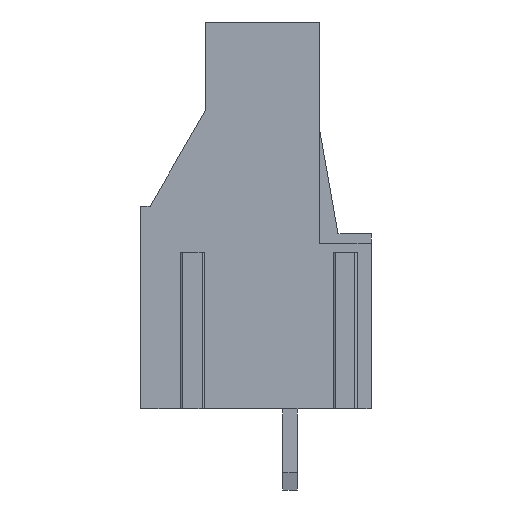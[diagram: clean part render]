
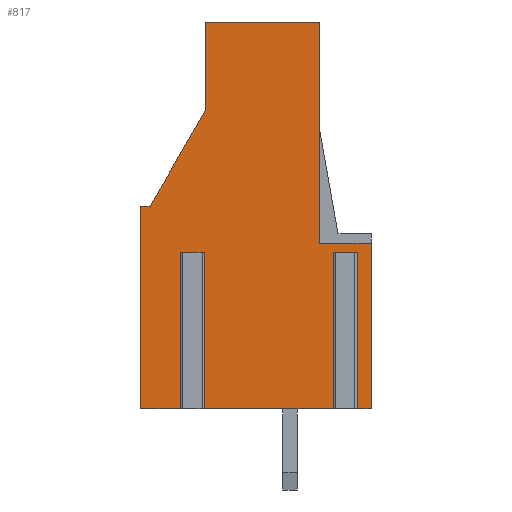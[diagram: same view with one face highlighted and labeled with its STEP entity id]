
A CAD part, front view. The second image highlights one B-rep face of the part: STEP entity #817.
In plain terms, the highlighted planar face has unit normal (0, -1, 0).
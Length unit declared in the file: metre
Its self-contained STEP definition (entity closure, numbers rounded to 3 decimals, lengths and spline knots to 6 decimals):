
#817=ADVANCED_FACE('',(#1697),#1698,.F.);
#1697=FACE_OUTER_BOUND('',#2614,.T.);
#1698=PLANE('',#2615);
#2614=EDGE_LOOP('',(#5134,#5135,#5136,#5137,#5138,#5139,#5140,#5141,#5142,#5143,#5144,#5145,#5146,#5147,#5148,#5149,#5150));
#2615=AXIS2_PLACEMENT_3D('',#5151,#5152,#5153);
#5134=ORIENTED_EDGE('',*,*,#6206,.F.);
#5135=ORIENTED_EDGE('',*,*,#5624,.F.);
#5136=ORIENTED_EDGE('',*,*,#5628,.F.);
#5137=ORIENTED_EDGE('',*,*,#5586,.F.);
#5138=ORIENTED_EDGE('',*,*,#6537,.F.);
#5139=ORIENTED_EDGE('',*,*,#6493,.F.);
#5140=ORIENTED_EDGE('',*,*,#6549,.T.);
#5141=ORIENTED_EDGE('',*,*,#5578,.F.);
#5142=ORIENTED_EDGE('',*,*,#6552,.F.);
#5143=ORIENTED_EDGE('',*,*,#6484,.F.);
#5144=ORIENTED_EDGE('',*,*,#6564,.T.);
#5145=ORIENTED_EDGE('',*,*,#5570,.F.);
#5146=ORIENTED_EDGE('',*,*,#5647,.F.);
#5147=ORIENTED_EDGE('',*,*,#6534,.F.);
#5148=ORIENTED_EDGE('',*,*,#6209,.F.);
#5149=ORIENTED_EDGE('',*,*,#6216,.F.);
#5150=ORIENTED_EDGE('',*,*,#5619,.F.);
#5151=CARTESIAN_POINT('',(0.379102,-0.024838,0.1561));
#5152=DIRECTION('',(0.,1.0,0.));
#5153=DIRECTION('',(-1.0,0.,0.));
#5570=EDGE_CURVE('',#6681,#6684,#6685,.T.);
#5578=EDGE_CURVE('',#6698,#6700,#6701,.T.);
#5586=EDGE_CURVE('',#6714,#6716,#6717,.T.);
#5619=EDGE_CURVE('',#6778,#6781,#6782,.T.);
#5624=EDGE_CURVE('',#6787,#6790,#6791,.T.);
#5628=EDGE_CURVE('',#6716,#6787,#6796,.T.);
#5647=EDGE_CURVE('',#6829,#6681,#6831,.T.);
#6206=EDGE_CURVE('',#6790,#6778,#7670,.T.);
#6209=EDGE_CURVE('',#7672,#7674,#7675,.T.);
#6216=EDGE_CURVE('',#6781,#7672,#7685,.T.);
#6484=EDGE_CURVE('',#8080,#8082,#8083,.T.);
#6493=EDGE_CURVE('',#8097,#8099,#8100,.T.);
#6534=EDGE_CURVE('',#7674,#6829,#8156,.T.);
#6537=EDGE_CURVE('',#8099,#6714,#8159,.T.);
#6549=EDGE_CURVE('',#8097,#6700,#8171,.T.);
#6552=EDGE_CURVE('',#8082,#6698,#8174,.T.);
#6564=EDGE_CURVE('',#8080,#6684,#8186,.T.);
#6681=VERTEX_POINT('',#8326);
#6684=VERTEX_POINT('',#8330);
#6685=LINE('',#8331,#8332);
#6698=VERTEX_POINT('',#8348);
#6700=VERTEX_POINT('',#8350);
#6701=LINE('',#8351,#8352);
#6714=VERTEX_POINT('',#8368);
#6716=VERTEX_POINT('',#8370);
#6717=LINE('',#8371,#8372);
#6778=VERTEX_POINT('',#8455);
#6781=VERTEX_POINT('',#8459);
#6782=LINE('',#8460,#8461);
#6787=VERTEX_POINT('',#8468);
#6790=VERTEX_POINT('',#8472);
#6791=LINE('',#8473,#8474);
#6796=LINE('',#8481,#8482);
#6829=VERTEX_POINT('',#8531);
#6831=LINE('',#8534,#8535);
#7670=LINE('',#9763,#9764);
#7672=VERTEX_POINT('',#9766);
#7674=VERTEX_POINT('',#9769);
#7675=LINE('',#9770,#9771);
#7685=LINE('',#9786,#9787);
#8080=VERTEX_POINT('',#10349);
#8082=VERTEX_POINT('',#10351);
#8083=LINE('',#10352,#10353);
#8097=VERTEX_POINT('',#10370);
#8099=VERTEX_POINT('',#10372);
#8100=LINE('',#10373,#10374);
#8156=LINE('',#10454,#10455);
#8159=LINE('',#10459,#10460);
#8171=LINE('',#10477,#10478);
#8174=LINE('',#10482,#10483);
#8186=LINE('',#10500,#10501);
#8326=CARTESIAN_POINT('',(0.263454,-0.024838,-0.02079));
#8330=CARTESIAN_POINT('',(0.262609,-0.024838,-0.02079));
#8331=CARTESIAN_POINT('',(0.250954,-0.024838,-0.02079));
#8332=VECTOR('',#10650,1.0);
#8348=CARTESIAN_POINT('',(0.261499,-0.024838,-0.02079));
#8350=CARTESIAN_POINT('',(0.254309,-0.024838,-0.02079));
#8351=CARTESIAN_POINT('',(0.250954,-0.024838,-0.02079));
#8352=VECTOR('',#10666,1.0);
#8368=CARTESIAN_POINT('',(0.253199,-0.024838,-0.02079));
#8370=CARTESIAN_POINT('',(0.250954,-0.024838,-0.02079));
#8371=CARTESIAN_POINT('',(0.250954,-0.024838,-0.02079));
#8372=VECTOR('',#10682,1.0);
#8455=CARTESIAN_POINT('',(0.254454,-0.024838,-0.004594));
#8459=CARTESIAN_POINT('',(0.254454,-0.024838,0.00021));
#8460=CARTESIAN_POINT('',(0.254454,-0.024838,0.00021));
#8461=VECTOR('',#10730,1.0);
#8468=CARTESIAN_POINT('',(0.250954,-0.024838,-0.00979));
#8472=CARTESIAN_POINT('',(0.251454,-0.024838,-0.00979));
#8473=CARTESIAN_POINT('',(0.251454,-0.024838,-0.00979));
#8474=VECTOR('',#10734,1.0);
#8481=CARTESIAN_POINT('',(0.250954,-0.024838,-0.00979));
#8482=VECTOR('',#10737,1.0);
#8531=CARTESIAN_POINT('',(0.263454,-0.024838,-0.01179));
#8534=CARTESIAN_POINT('',(0.263454,-0.024838,-0.02079));
#8535=VECTOR('',#10755,1.0);
#9763=CARTESIAN_POINT('',(0.254454,-0.024838,-0.004594));
#9764=VECTOR('',#11287,1.0);
#9766=CARTESIAN_POINT('',(0.260654,-0.024838,0.00021));
#9769=CARTESIAN_POINT('',(0.260654,-0.024838,-0.01179));
#9770=CARTESIAN_POINT('',(0.260654,-0.024838,-0.005619));
#9771=VECTOR('',#11289,1.0);
#9786=CARTESIAN_POINT('',(0.260654,-0.024838,0.00021));
#9787=VECTOR('',#11295,1.0);
#10349=CARTESIAN_POINT('',(0.262609,-0.024838,-0.01229));
#10351=CARTESIAN_POINT('',(0.261499,-0.024838,-0.01229));
#10352=CARTESIAN_POINT('',(0.261499,-0.024838,-0.01229));
#10353=VECTOR('',#11541,1.0);
#10370=CARTESIAN_POINT('',(0.254309,-0.024838,-0.01229));
#10372=CARTESIAN_POINT('',(0.253199,-0.024838,-0.01229));
#10373=CARTESIAN_POINT('',(0.253199,-0.024838,-0.01229));
#10374=VECTOR('',#11557,1.0);
#10454=CARTESIAN_POINT('',(0.379102,-0.024838,-0.01179));
#10455=VECTOR('',#11591,1.0);
#10459=CARTESIAN_POINT('',(0.253199,-0.024838,-0.01229));
#10460=VECTOR('',#11593,1.0);
#10477=CARTESIAN_POINT('',(0.254309,-0.024838,-0.01229));
#10478=VECTOR('',#11599,1.0);
#10482=CARTESIAN_POINT('',(0.261499,-0.024838,-0.01229));
#10483=VECTOR('',#11601,1.0);
#10500=CARTESIAN_POINT('',(0.262609,-0.024838,-0.01229));
#10501=VECTOR('',#11607,1.0);
#10650=DIRECTION('',(-1.0,0.,0.));
#10666=DIRECTION('',(-1.0,0.,0.));
#10682=DIRECTION('',(-1.0,0.,0.));
#10730=DIRECTION('',(0.,0.,1.0));
#10734=DIRECTION('',(1.0,0.,0.));
#10737=DIRECTION('',(0.,0.,1.0));
#10755=DIRECTION('',(0.,0.,-1.0));
#11287=DIRECTION('',(0.5,0.,0.866));
#11289=DIRECTION('',(0.,0.,-1.0));
#11295=DIRECTION('',(1.0,0.,0.));
#11541=DIRECTION('',(-1.0,0.0,0.0));
#11557=DIRECTION('',(-1.0,0.0,0.0));
#11591=DIRECTION('',(1.0,0.,0.));
#11593=DIRECTION('',(0.,0.0,-1.0));
#11599=DIRECTION('',(0.,0.0,-1.0));
#11601=DIRECTION('',(0.,0.0,-1.0));
#11607=DIRECTION('',(0.,0.0,-1.0));
